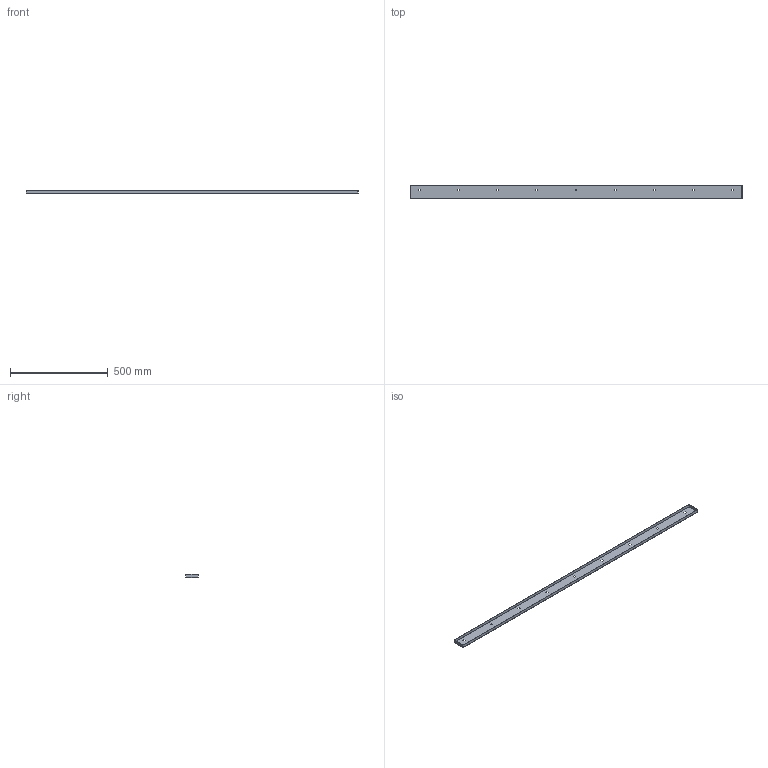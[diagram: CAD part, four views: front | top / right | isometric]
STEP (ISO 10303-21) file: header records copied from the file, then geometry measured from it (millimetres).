
FILE_DESCRIPTION (( 'STEP AP203' ), '1' );
FILE_NAME ('QB09C369.step', '2011-02-18T06:14:51', ( 'User' ), ( 'DKC' ), 'SwSTEP 2.0', 'SolidWorks 2010', '' );
FILE_SCHEMA (( 'CONFIG_CONTROL_DESIGN' ));
Length unit declared in the file: millimetre
Products named in the file (1): QB09C369
Bounding box: 1697 x 65 x 16.5 mm (x, y, z)
Volume: 241644 mm3; surface area: 328139.8 mm2
Topology: 1 solids, 1 shells, 78 faces, 200 edges, 124 vertices
Faces by surface type: plane 70, cylinder 8
Entity records: 2413 total; most frequent: CARTESIAN_POINT 403, ORIENTED_EDGE 400, DIRECTION 378, EDGE_CURVE 200, LINE 180, VECTOR 180, VERTEX_POINT 124, AXIS2_PLACEMENT_3D 99
